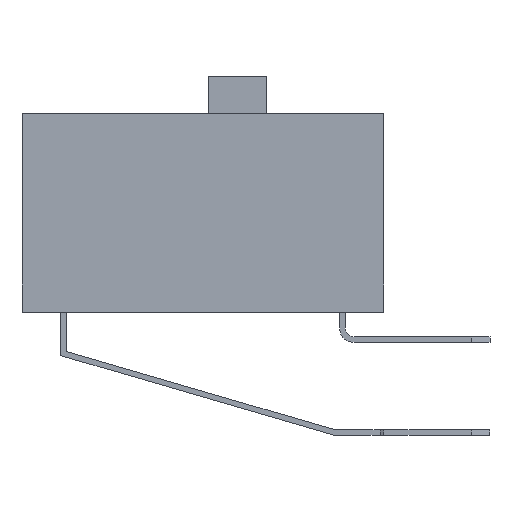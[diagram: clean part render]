
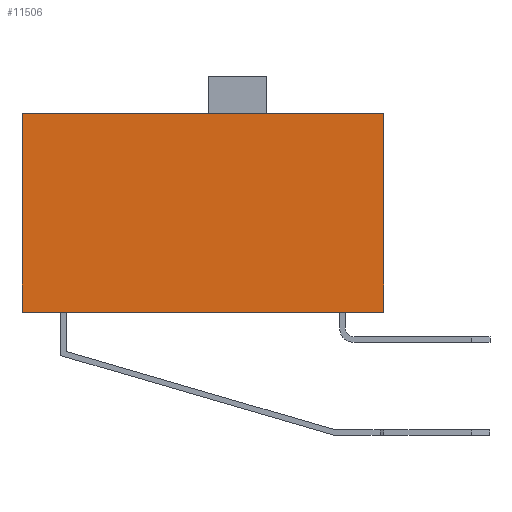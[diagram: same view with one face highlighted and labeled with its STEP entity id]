
A CAD part, left-side view. The second image highlights one B-rep face of the part: STEP entity #11506.
In plain terms, the highlighted planar face has unit normal (-1, 0, 0).
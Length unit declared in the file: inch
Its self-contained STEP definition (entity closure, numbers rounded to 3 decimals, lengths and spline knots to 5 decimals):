
#8627=CARTESIAN_POINT('',(-0.37677,0.19488,0.10709));
#8628=VERTEX_POINT('',#8627);
#8635=CARTESIAN_POINT('',(-0.37677,-0.19488,0.10709));
#8636=VERTEX_POINT('',#8635);
#8637=CARTESIAN_POINT('',(-0.37677,0.19488,0.10709));
#8638=DIRECTION('',(0.0,-1.0,0.0));
#8639=VECTOR('',#8638,0.38976);
#8640=LINE('',#8637,#8639);
#8641=EDGE_CURVE('',#8628,#8636,#8640,.T.);
#11476=CARTESIAN_POINT('',(-0.37677,-0.21437,0.1178));
#11477=DIRECTION('',(1.0,0.0,0.0));
#11478=DIRECTION('',(0.0,0.0,-1.0));
#11479=AXIS2_PLACEMENT_3D('',#11476,#11477,#11478);
#11480=PLANE('',#11479);
#11481=CARTESIAN_POINT('',(-0.37677,-0.19488,-0.10709));
#11482=VERTEX_POINT('',#11481);
#11483=CARTESIAN_POINT('',(-0.37677,-0.19488,0.10709));
#11484=DIRECTION('',(0.0,0.0,-1.0));
#11485=VECTOR('',#11484,0.21417);
#11486=LINE('',#11483,#11485);
#11487=EDGE_CURVE('',#8636,#11482,#11486,.T.);
#11488=ORIENTED_EDGE('',*,*,#11487,.F.);
#11489=ORIENTED_EDGE('',*,*,#8641,.F.);
#11490=CARTESIAN_POINT('',(-0.37677,0.19488,-0.10709));
#11491=VERTEX_POINT('',#11490);
#11492=CARTESIAN_POINT('',(-0.37677,0.19488,-0.10709));
#11493=DIRECTION('',(0.0,0.0,1.0));
#11494=VECTOR('',#11493,0.21417);
#11495=LINE('',#11492,#11494);
#11496=EDGE_CURVE('',#11491,#8628,#11495,.T.);
#11497=ORIENTED_EDGE('',*,*,#11496,.F.);
#11498=CARTESIAN_POINT('',(-0.37677,-0.19488,-0.10709));
#11499=DIRECTION('',(0.0,1.0,0.0));
#11500=VECTOR('',#11499,0.38976);
#11501=LINE('',#11498,#11500);
#11502=EDGE_CURVE('',#11482,#11491,#11501,.T.);
#11503=ORIENTED_EDGE('',*,*,#11502,.F.);
#11504=EDGE_LOOP('',(#11488,#11489,#11497,#11503));
#11505=FACE_OUTER_BOUND('',#11504,.T.);
#11506=ADVANCED_FACE('',(#11505),#11480,.F.);
